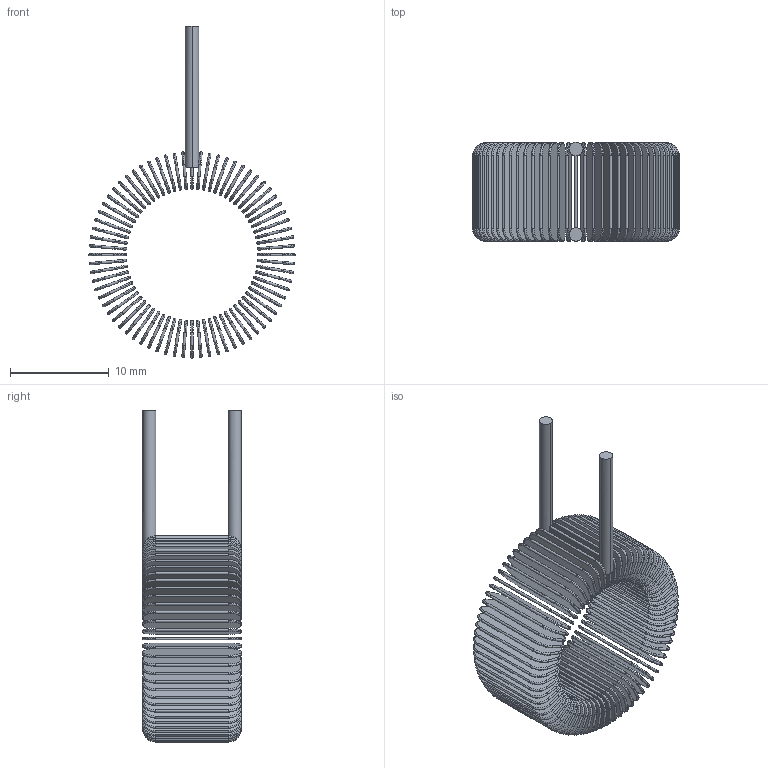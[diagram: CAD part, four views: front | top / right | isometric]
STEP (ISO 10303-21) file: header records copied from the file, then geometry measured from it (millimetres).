
FILE_DESCRIPTION(('STEP AP214'),'1');
FILE_NAME('2101-v-rc.stp','2017-04-22T17:00:21',('TraceParts'),('TraceParts S.A.'),'Spatial InterOp 3D',' ',' ');
FILE_SCHEMA(('automotive_design'));
Length unit declared in the file: millimetre
Products named in the file (70): 2101-v-rc_1; 2101-v-rc_2; 2101-v-rc_3; 2101-v-rc_4; 2101-v-rc_5; 2101-v-rc_6; 2101-v-rc_7; 2101-v-rc_8; 2101-v-rc_9; 2101-v-rc_10; 2101-v-rc_11; 2101-v-rc_12; 2101-v-rc_13; 2101-v-rc_14; 2101-v-rc_15; 2101-v-rc_16; 2101-v-rc_17; 2101-v-rc_18; 2101-v-rc_19; 2101-v-rc_20; 2101-v-rc_21; 2101-v-rc_22; 2101-v-rc_23; 2101-v-rc_24; 2101-v-rc_25; 2101-v-rc_26; 2101-v-rc_27; 2101-v-rc_28; 2101-v-rc_29; 2101-v-rc_30; 2101-v-rc_31; 2101-v-rc_32; 2101-v-rc_33; 2101-v-rc_34; 2101-v-rc_35; 2101-v-rc_36; 2101-v-rc_37; 2101-v-rc_38; 2101-v-rc_39; 2101-v-rc_40 ...
Bounding box: 20.9 x 9.98 x 33.6 mm (x, y, z)
Volume: 697.4 mm3; surface area: 5658.1 mm2
Topology: 70 solids, 70 shells, 1014 faces, 2618 edges, 1744 vertices
Faces by surface type: torus 572, cylinder 292, plane 150
Entity records: 33324 total; most frequent: DIRECTION 6796, CARTESIAN_POINT 5500, ORIENTED_EDGE 5236, AXIS2_PLACEMENT_3D 3102, EDGE_CURVE 2618, CIRCLE 2018, VERTEX_POINT 1744, EDGE_LOOP 1018
